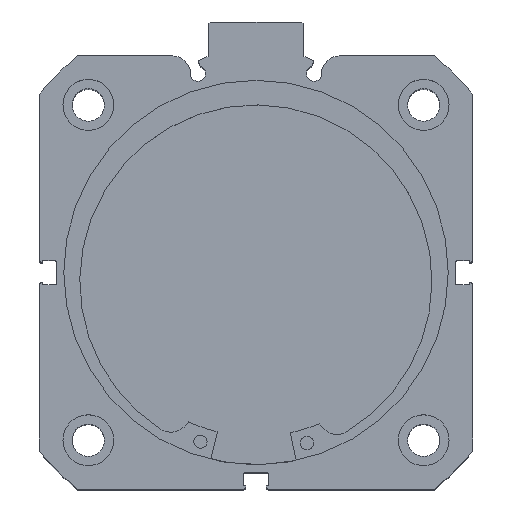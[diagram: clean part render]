
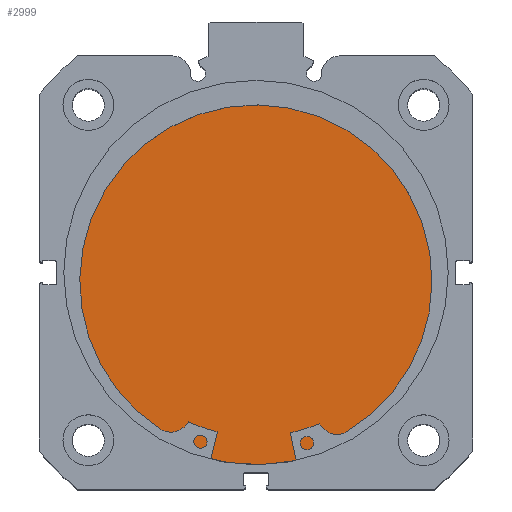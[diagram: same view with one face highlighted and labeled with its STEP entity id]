
A CAD part, top view. The second image highlights one B-rep face of the part: STEP entity #2999.
In plain terms, the highlighted face is planar.
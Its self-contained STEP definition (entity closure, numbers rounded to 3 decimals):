
#498 = DIRECTION ( 'NONE',  ( 0., 0., 1. ) ) ;
#504 = DIRECTION ( 'NONE',  ( -1., 0., 0. ) ) ;
#513 = PLANE ( 'NONE',  #3805 ) ;
#515 = CARTESIAN_POINT ( 'NONE',  ( 13., 51., 0. ) ) ;
#2233 = CARTESIAN_POINT ( 'NONE',  ( 13., 0., 51. ) ) ;
#2281 = CARTESIAN_POINT ( 'NONE',  ( 13., 0., -51. ) ) ;
#2694 = VERTEX_POINT ( 'NONE', #2281 ) ;
#2734 = VERTEX_POINT ( 'NONE', #2233 ) ;
#2999 = ADVANCED_FACE ( 'NONE', ( #4514 ), #513, .F. ) ;
#3050 = EDGE_LOOP ( 'NONE', ( #6789, #6569 ) ) ;
#3302 = EDGE_CURVE ( 'NONE', #2694, #2734, #4884, .T. ) ;
#3444 = EDGE_CURVE ( 'NONE', #2734, #2694, #5105, .T. ) ;
#3805 = AXIS2_PLACEMENT_3D ( 'NONE', #515, #504, #498 ) ;
#3927 = AXIS2_PLACEMENT_3D ( 'NONE', #5507, #5509, #5510 ) ;
#3989 = AXIS2_PLACEMENT_3D ( 'NONE', #5868, #5880, #5881 ) ;
#4514 = FACE_OUTER_BOUND ( 'NONE', #3050, .T. ) ;
#4884 = CIRCLE ( 'NONE', #3927, 51. ) ;
#5105 = CIRCLE ( 'NONE', #3989, 51. ) ;
#5507 = CARTESIAN_POINT ( 'NONE',  ( 13., 0., 0. ) ) ;
#5509 = DIRECTION ( 'NONE',  ( -1., 0., 0. ) ) ;
#5510 = DIRECTION ( 'NONE',  ( 0., 0., 1. ) ) ;
#5868 = CARTESIAN_POINT ( 'NONE',  ( 13., 0., 0. ) ) ;
#5880 = DIRECTION ( 'NONE',  ( -1., 0., 0. ) ) ;
#5881 = DIRECTION ( 'NONE',  ( 0., 0., 1. ) ) ;
#6569 = ORIENTED_EDGE ( 'NONE', *, *, #3302, .F. ) ;
#6789 = ORIENTED_EDGE ( 'NONE', *, *, #3444, .F. ) ;
